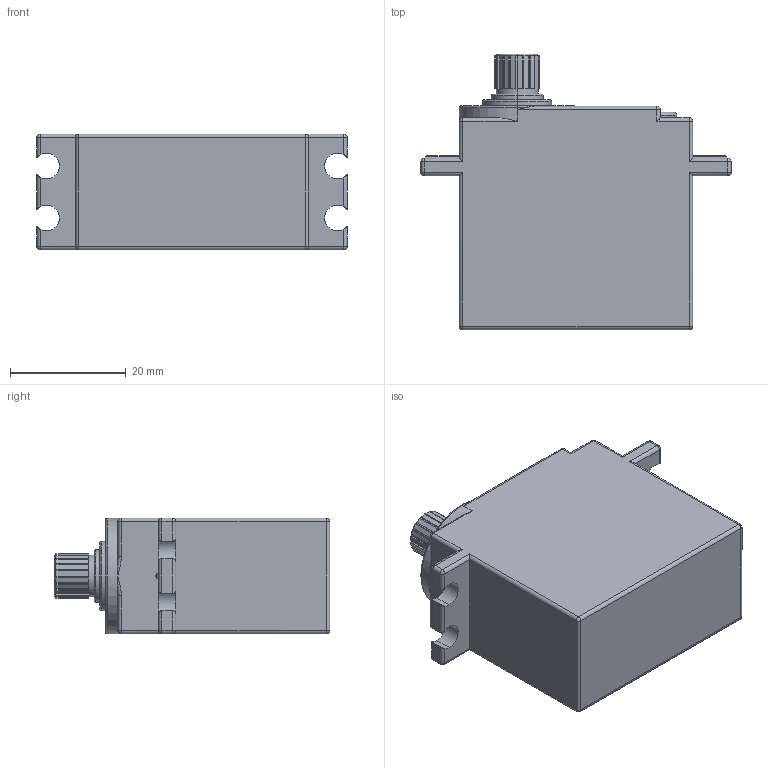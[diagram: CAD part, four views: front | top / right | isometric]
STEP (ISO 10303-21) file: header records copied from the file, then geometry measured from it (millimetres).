
FILE_DESCRIPTION (( 'STEP AP214' ), '1' );
FILE_NAME ('Servo MG996R.STEP', '2020-05-15T21:42:29', ( '' ), ( '' ), 'SwSTEP 2.0', 'SolidWorks 2010', '' );
FILE_SCHEMA (( 'AUTOMOTIVE_DESIGN' ));
Length unit declared in the file: millimetre
Products named in the file (1): Servo MG996R
Bounding box: 53.6 x 47.6 x 20 mm (x, y, z)
Volume: 31732.1 mm3; surface area: 7052.8 mm2
Topology: 1 solids, 1 shells, 253 faces, 631 edges, 365 vertices
Faces by surface type: plane 142, cylinder 78, sphere 18, torus 11, bspline 4
Entity records: 8889 total; most frequent: CARTESIAN_POINT 1804, DIRECTION 1260, ORIENTED_EDGE 1222, EDGE_CURVE 611, AXIS2_PLACEMENT_3D 443, VECTOR 374, LINE 374, VERTEX_POINT 365
